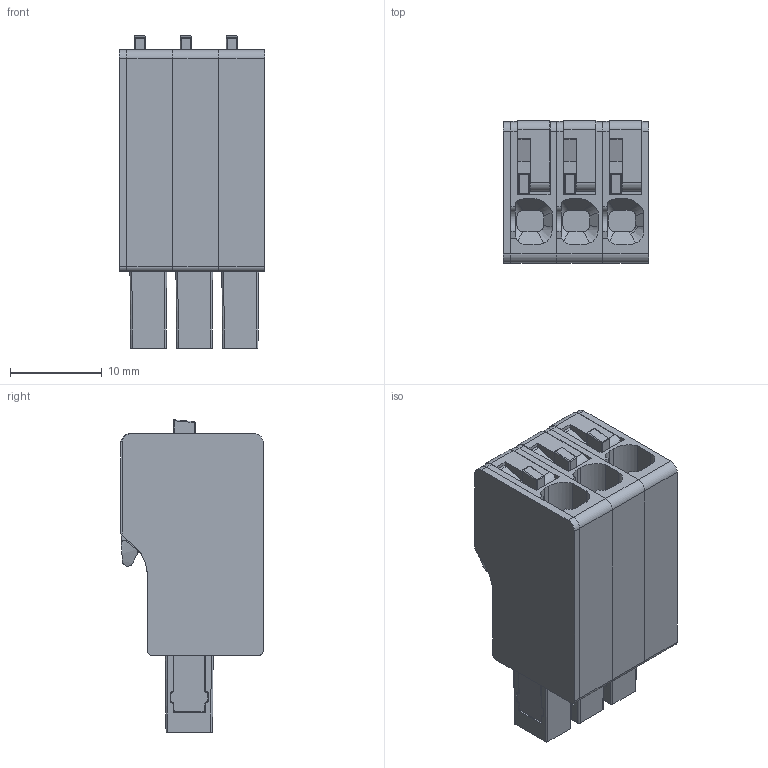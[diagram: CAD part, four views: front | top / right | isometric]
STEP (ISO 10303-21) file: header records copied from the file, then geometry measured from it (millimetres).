
FILE_DESCRIPTION(('CATIA V5R22 STEP214','CAx-IF Rec.Pracs.--- Model Styling and Organization---1.4--- 2014-01-23'),'2;1');
FILE_NAME ('D1463840_1', '2020-08-03T12:32:09+00:00', ('Weidmueller Interface'), ('Weidmueller'), 'CATIA Version 5-6 Release 2016 SP3 HF44', 'CATIA V5 STEP AP214', 'none');
FILE_SCHEMA(('AUTOMOTIVE_DESIGN { 1 0 10303 214 1 1 1 1 }'));
Length unit declared in the file: millimetre
Products named in the file (1): 2741570000
Bounding box: 15.8 x 15.5 x 34 mm (x, y, z)
Volume: 5408.3 mm3; surface area: 6291.2 mm2
Topology: 10 solids, 10 shells, 745 faces, 2058 edges, 1348 vertices
Faces by surface type: plane 440, cylinder 255, sphere 24, cone 16, bspline 7, torus 3
Entity records: 24481 total; most frequent: CARTESIAN_POINT 6536, ORIENTED_EDGE 4044, DIRECTION 3046, EDGE_CURVE 2022, VERTEX_POINT 1342, VECTOR 1275, LINE 1275, AXIS2_PLACEMENT_3D 1090
